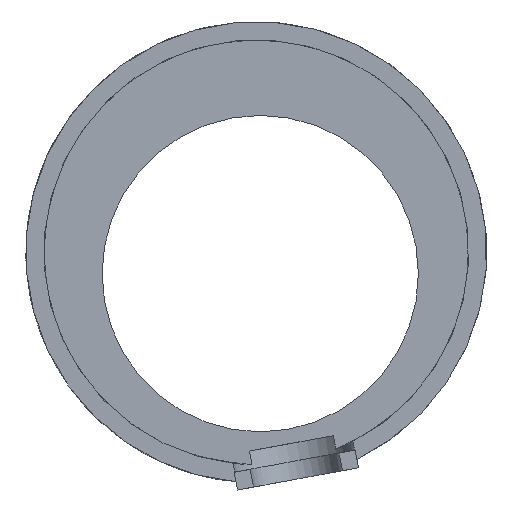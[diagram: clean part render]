
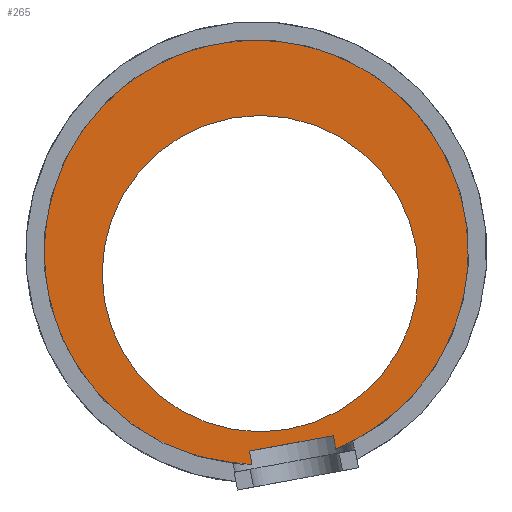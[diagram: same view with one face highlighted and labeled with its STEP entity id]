
A CAD part, front view. The second image highlights one B-rep face of the part: STEP entity #265.
In plain terms, the highlighted planar face has unit normal (0, -1, 0).
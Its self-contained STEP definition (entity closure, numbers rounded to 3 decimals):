
#26=LINE('',#489,#41);
#27=LINE('',#493,#42);
#29=LINE('',#505,#44);
#41=VECTOR('',#371,10.);
#42=VECTOR('',#374,10.);
#44=VECTOR('',#378,10.);
#56=FACE_BOUND('',#96,.T.);
#64=PLANE('',#311);
#79=FACE_OUTER_BOUND('',#95,.T.);
#95=EDGE_LOOP('',(#244,#245,#246,#247));
#96=EDGE_LOOP('',(#248));
#99=CIRCLE('',#283,17.5);
#113=CIRCLE('',#310,23.5);
#115=VERTEX_POINT('',#397);
#133=VERTEX_POINT('',#479);
#134=VERTEX_POINT('',#488);
#135=VERTEX_POINT('',#490);
#136=VERTEX_POINT('',#492);
#140=EDGE_CURVE('',#115,#115,#99,.T.);
#166=EDGE_CURVE('',#134,#133,#26,.T.);
#168=EDGE_CURVE('',#136,#135,#27,.T.);
#171=EDGE_CURVE('',#135,#134,#29,.T.);
#174=EDGE_CURVE('',#133,#136,#113,.T.);
#244=ORIENTED_EDGE('',*,*,#166,.T.);
#245=ORIENTED_EDGE('',*,*,#174,.T.);
#246=ORIENTED_EDGE('',*,*,#168,.T.);
#247=ORIENTED_EDGE('',*,*,#171,.T.);
#248=ORIENTED_EDGE('',*,*,#140,.T.);
#265=ADVANCED_FACE('',(#79,#56),#64,.F.);
#283=AXIS2_PLACEMENT_3D('',#399,#320,#321);
#310=AXIS2_PLACEMENT_3D('',#511,#389,#390);
#311=AXIS2_PLACEMENT_3D('',#512,#391,#392);
#320=DIRECTION('center_axis',(0.,1.,0.));
#321=DIRECTION('ref_axis',(-1.,0.,0.));
#371=DIRECTION('',(0.181,0.,-0.984));
#374=DIRECTION('',(-0.181,0.,0.984));
#378=DIRECTION('',(0.984,0.,0.181));
#389=DIRECTION('center_axis',(0.,-1.,0.));
#390=DIRECTION('ref_axis',(1.,0.,0.));
#391=DIRECTION('center_axis',(0.,1.,0.));
#392=DIRECTION('ref_axis',(1.,0.,0.));
#397=CARTESIAN_POINT('',(-12.305,12.,-54.047));
#399=CARTESIAN_POINT('Origin',(-12.305,12.,-71.547));
#479=CARTESIAN_POINT('',(-3.943,12.,-90.965));
#488=CARTESIAN_POINT('',(-4.218,12.,-89.468));
#489=CARTESIAN_POINT('',(-3.495,12.,-93.402));
#490=CARTESIAN_POINT('',(-13.493,12.,-91.172));
#492=CARTESIAN_POINT('',(-13.218,12.,-92.669));
#493=CARTESIAN_POINT('',(-12.77,12.,-95.107));
#505=CARTESIAN_POINT('',(-8.855,12.,-90.32));
#511=CARTESIAN_POINT('Origin',(-12.741,12.,-69.174));
#512=CARTESIAN_POINT('Origin',(-12.741,12.,-69.174));
